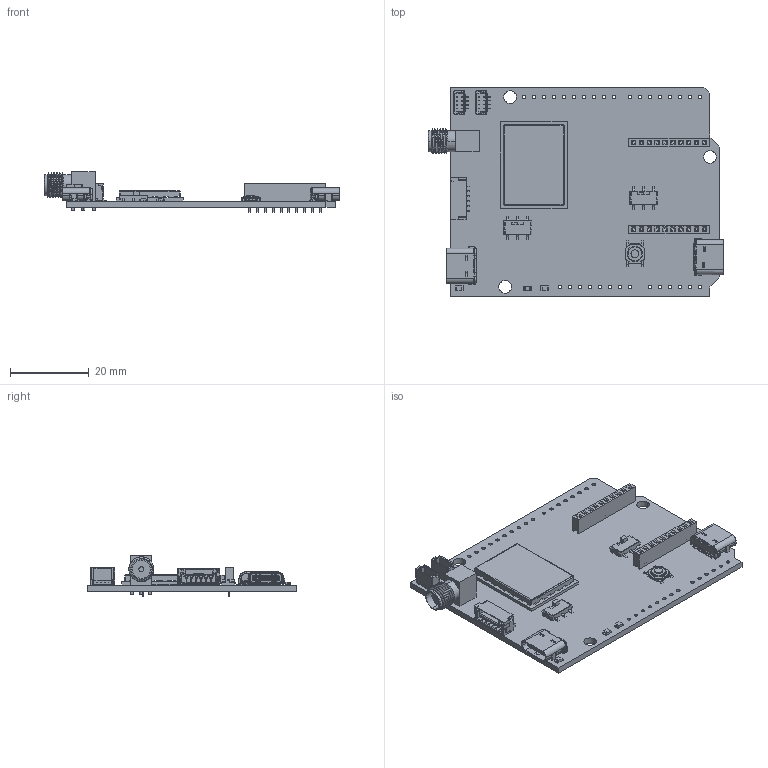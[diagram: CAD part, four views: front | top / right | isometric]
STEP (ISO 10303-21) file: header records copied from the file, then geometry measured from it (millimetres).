
FILE_DESCRIPTION (( 'STEP AP214' ), '1' );
FILE_NAME ('AS-RTK2B-PROF9P-L1L2-NH-00-R00.STEP', '2022-08-31T00:11:04', ( '' ), ( '' ), 'SwSTEP 2.0', 'SolidWorks 2020', '' );
FILE_SCHEMA (( 'AUTOMOTIVE_DESIGN' ));
Length unit declared in the file: millimetre
Products named in the file (16): USB4105.STEP; MMS-110-01-SV_socket.stp; USB4105-GF-A--3DModel-STEP-56544.STEP; AS-RTK2B-PROF9P-L1L2-NH-00-R00; SMA_right_angle_low_profile_2022; SM06B-GHS-TB(LF)(SN)--3DModel-STEP-56544.step; MMS-110-01-L-SV.stp; 0805_LED_7012X1--3DModel-STEP-1.step; C-63-01-10-SV.stp; AYZ0202AGRLC--3DModel-STEP-56544.step; BM04B-SRSS-TB-LF--SN---3DModel-STEP-56544.step; SMD_SWITCH_TL3342F160QG--3DModel-STEP-520916.step; ZED-F9P-00B-02--3DModel-STEP-56544.step; PCB
Assembly tree (22 placements, depth 3):
  AS-RTK2B-PROF9P-L1L2-NH-00-R00
    PCB
    0805_LED_7012X1--3DModel-STEP-1.step  x3
    AYZ0202AGRLC--3DModel-STEP-56544.step  x2
    BM04B-SRSS-TB-LF--SN---3DModel-STEP-56544.step  x2
    MMS-110-01-L-SV.stp
      C-63-01-10-SV.stp
      MMS-110-01-SV_socket.stp
    SM06B-GHS-TB(LF)(SN)--3DModel-STEP-56544.step
    SMD_SWITCH_TL3342F160QG--3DModel-STEP-520916.step
    USB4105-GF-A--3DModel-STEP-56544.STEP
      USB4105.STEP
    ZED-F9P-00B-02--3DModel-STEP-56544.step
    SMA_right_angle_low_profile_2022
    MMS-110-01-L-SV.stp
      C-63-01-10-SV.stp
      MMS-110-01-SV_socket.stp
    USB4105-GF-A--3DModel-STEP-56544.STEP
      USB4105.STEP
Bounding box: 75.24 x 53.34 x 10.42 mm (x, y, z)
Volume: 7450.7 mm3; surface area: 14164.3 mm2
Topology: 273 solids, 273 shells, 5505 faces, 13911 edges, 9067 vertices
Faces by surface type: plane 4653, cylinder 762, cone 68, bspline 18, torus 4
Entity records: 111451 total; most frequent: CARTESIAN_POINT 20183, ORIENTED_EDGE 18396, DIRECTION 17441, EDGE_CURVE 9198, VECTOR 8153, LINE 8153, VERTEX_POINT 6009, AXIS2_PLACEMENT_3D 4644
